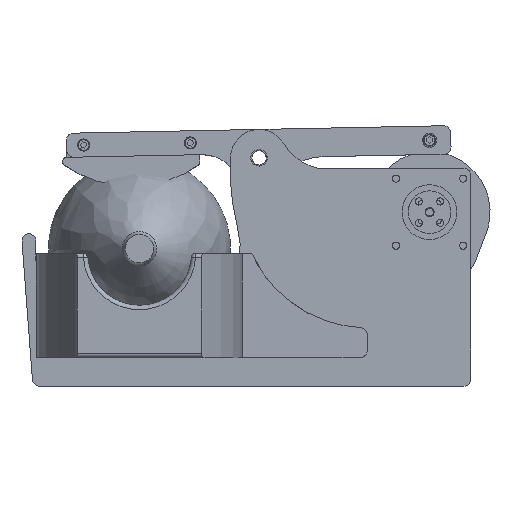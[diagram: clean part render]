
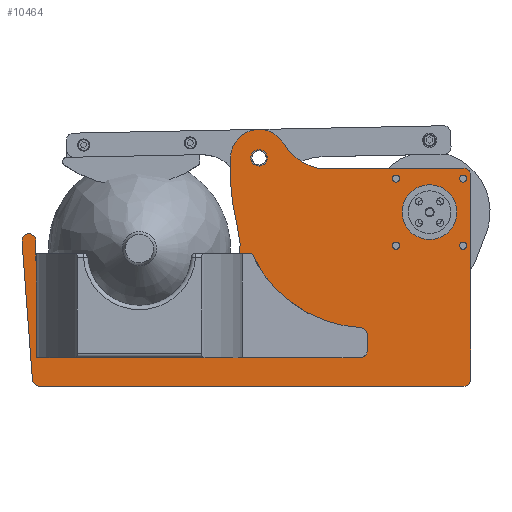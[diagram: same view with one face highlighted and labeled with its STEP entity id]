
A CAD part, top view. The second image highlights one B-rep face of the part: STEP entity #10464.
In plain terms, the highlighted face is planar.
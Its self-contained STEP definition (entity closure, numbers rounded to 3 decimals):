
#1263=LINE('',#19282,#1806);
#1271=LINE('',#19305,#1814);
#1275=LINE('',#19317,#1818);
#1288=LINE('',#19410,#1831);
#1806=VECTOR('',#15041,10.);
#1814=VECTOR('',#15063,10.);
#1818=VECTOR('',#15075,1000.);
#1831=VECTOR('',#15180,10.);
#2196=FACE_BOUND('',#3395,.T.);
#2197=FACE_BOUND('',#3396,.T.);
#2198=FACE_BOUND('',#3397,.T.);
#2199=FACE_BOUND('',#3398,.T.);
#2200=FACE_BOUND('',#3399,.T.);
#2201=FACE_BOUND('',#3400,.T.);
#2739=FACE_OUTER_BOUND('',#3394,.T.);
#3394=EDGE_LOOP('',(#9257,#9258,#9259,#9260,#9261,#9262,#9263,#9264,#9265,
#9266,#9267,#9268));
#3395=EDGE_LOOP('',(#9269,#9270));
#3396=EDGE_LOOP('',(#9271,#9272));
#3397=EDGE_LOOP('',(#9273,#9274));
#3398=EDGE_LOOP('',(#9275,#9276));
#3399=EDGE_LOOP('',(#9277,#9278));
#3400=EDGE_LOOP('',(#9279,#9280));
#4202=CIRCLE('',#11936,5.);
#4204=CIRCLE('',#11939,5.);
#4207=CIRCLE('',#11944,5.);
#4209=CIRCLE('',#11948,37.);
#4211=CIRCLE('',#11951,20.);
#4213=CIRCLE('',#11954,155.);
#4215=CIRCLE('',#11957,72.);
#4217=CIRCLE('',#11960,4.876);
#4218=CIRCLE('',#11962,2.5);
#4219=CIRCLE('',#11963,2.5);
#4222=CIRCLE('',#11967,2.5);
#4223=CIRCLE('',#11968,2.5);
#4226=CIRCLE('',#11972,2.5);
#4227=CIRCLE('',#11973,2.5);
#4230=CIRCLE('',#11977,5.75);
#4231=CIRCLE('',#11978,5.75);
#4234=CIRCLE('',#11982,2.5);
#4235=CIRCLE('',#11983,2.5);
#4238=CIRCLE('',#11987,19.25);
#4239=CIRCLE('',#11988,19.25);
#5094=VERTEX_POINT('',#19280);
#5095=VERTEX_POINT('',#19281);
#5098=VERTEX_POINT('',#19289);
#5100=VERTEX_POINT('',#19295);
#5103=VERTEX_POINT('',#19303);
#5105=VERTEX_POINT('',#19309);
#5107=VERTEX_POINT('',#19315);
#5109=VERTEX_POINT('',#19321);
#5111=VERTEX_POINT('',#19327);
#5113=VERTEX_POINT('',#19333);
#5115=VERTEX_POINT('',#19339);
#5117=VERTEX_POINT('',#19345);
#5118=VERTEX_POINT('',#19349);
#5119=VERTEX_POINT('',#19350);
#5122=VERTEX_POINT('',#19359);
#5123=VERTEX_POINT('',#19360);
#5126=VERTEX_POINT('',#19369);
#5127=VERTEX_POINT('',#19370);
#5130=VERTEX_POINT('',#19379);
#5131=VERTEX_POINT('',#19380);
#5134=VERTEX_POINT('',#19389);
#5135=VERTEX_POINT('',#19390);
#5138=VERTEX_POINT('',#19399);
#5139=VERTEX_POINT('',#19400);
#6486=EDGE_CURVE('',#5094,#5095,#1263,.T.);
#6490=EDGE_CURVE('',#5094,#5098,#4202,.T.);
#6493=EDGE_CURVE('',#5100,#5095,#4204,.T.);
#6498=EDGE_CURVE('',#5103,#5098,#1271,.T.);
#6501=EDGE_CURVE('',#5103,#5105,#4207,.T.);
#6504=EDGE_CURVE('',#5105,#5107,#1275,.T.);
#6507=EDGE_CURVE('',#5107,#5109,#4209,.T.);
#6510=EDGE_CURVE('',#5109,#5111,#4211,.T.);
#6513=EDGE_CURVE('',#5111,#5113,#4213,.T.);
#6516=EDGE_CURVE('',#5113,#5115,#4215,.T.);
#6519=EDGE_CURVE('',#5115,#5117,#4217,.T.);
#6520=EDGE_CURVE('',#5118,#5119,#4218,.T.);
#6521=EDGE_CURVE('',#5119,#5118,#4219,.T.);
#6525=EDGE_CURVE('',#5122,#5123,#4222,.T.);
#6526=EDGE_CURVE('',#5123,#5122,#4223,.T.);
#6530=EDGE_CURVE('',#5126,#5127,#4226,.T.);
#6531=EDGE_CURVE('',#5127,#5126,#4227,.T.);
#6535=EDGE_CURVE('',#5130,#5131,#4230,.T.);
#6536=EDGE_CURVE('',#5131,#5130,#4231,.T.);
#6540=EDGE_CURVE('',#5134,#5135,#4234,.T.);
#6541=EDGE_CURVE('',#5135,#5134,#4235,.T.);
#6545=EDGE_CURVE('',#5138,#5139,#4238,.T.);
#6546=EDGE_CURVE('',#5139,#5138,#4239,.T.);
#6551=EDGE_CURVE('',#5117,#5100,#1288,.T.);
#9257=ORIENTED_EDGE('',*,*,#6498,.F.);
#9258=ORIENTED_EDGE('',*,*,#6501,.T.);
#9259=ORIENTED_EDGE('',*,*,#6504,.T.);
#9260=ORIENTED_EDGE('',*,*,#6507,.T.);
#9261=ORIENTED_EDGE('',*,*,#6510,.T.);
#9262=ORIENTED_EDGE('',*,*,#6513,.T.);
#9263=ORIENTED_EDGE('',*,*,#6516,.T.);
#9264=ORIENTED_EDGE('',*,*,#6519,.T.);
#9265=ORIENTED_EDGE('',*,*,#6551,.T.);
#9266=ORIENTED_EDGE('',*,*,#6493,.T.);
#9267=ORIENTED_EDGE('',*,*,#6486,.F.);
#9268=ORIENTED_EDGE('',*,*,#6490,.T.);
#9269=ORIENTED_EDGE('',*,*,#6545,.T.);
#9270=ORIENTED_EDGE('',*,*,#6546,.T.);
#9271=ORIENTED_EDGE('',*,*,#6540,.T.);
#9272=ORIENTED_EDGE('',*,*,#6541,.T.);
#9273=ORIENTED_EDGE('',*,*,#6535,.T.);
#9274=ORIENTED_EDGE('',*,*,#6536,.T.);
#9275=ORIENTED_EDGE('',*,*,#6530,.T.);
#9276=ORIENTED_EDGE('',*,*,#6531,.T.);
#9277=ORIENTED_EDGE('',*,*,#6525,.T.);
#9278=ORIENTED_EDGE('',*,*,#6526,.T.);
#9279=ORIENTED_EDGE('',*,*,#6520,.T.);
#9280=ORIENTED_EDGE('',*,*,#6521,.T.);
#9926=PLANE('',#11992);
#10464=ADVANCED_FACE('',(#2739,#2196,#2197,#2198,#2199,#2200,#2201),#9926,
 .T.);
#11936=AXIS2_PLACEMENT_3D('',#19290,#15047,#15048);
#11939=AXIS2_PLACEMENT_3D('',#19296,#15054,#15055);
#11944=AXIS2_PLACEMENT_3D('',#19311,#15069,#15070);
#11948=AXIS2_PLACEMENT_3D('',#19323,#15081,#15082);
#11951=AXIS2_PLACEMENT_3D('',#19329,#15088,#15089);
#11954=AXIS2_PLACEMENT_3D('',#19335,#15095,#15096);
#11957=AXIS2_PLACEMENT_3D('',#19341,#15102,#15103);
#11960=AXIS2_PLACEMENT_3D('',#19347,#15109,#15110);
#11962=AXIS2_PLACEMENT_3D('',#19351,#15113,#15114);
#11963=AXIS2_PLACEMENT_3D('',#19352,#15115,#15116);
#11967=AXIS2_PLACEMENT_3D('',#19361,#15124,#15125);
#11968=AXIS2_PLACEMENT_3D('',#19362,#15126,#15127);
#11972=AXIS2_PLACEMENT_3D('',#19371,#15135,#15136);
#11973=AXIS2_PLACEMENT_3D('',#19372,#15137,#15138);
#11977=AXIS2_PLACEMENT_3D('',#19381,#15146,#15147);
#11978=AXIS2_PLACEMENT_3D('',#19382,#15148,#15149);
#11982=AXIS2_PLACEMENT_3D('',#19391,#15157,#15158);
#11983=AXIS2_PLACEMENT_3D('',#19392,#15159,#15160);
#11987=AXIS2_PLACEMENT_3D('',#19401,#15168,#15169);
#11988=AXIS2_PLACEMENT_3D('',#19402,#15170,#15171);
#11992=AXIS2_PLACEMENT_3D('',#19411,#15181,#15182);
#15041=DIRECTION('',(-1.,0.,0.));
#15047=DIRECTION('center_axis',(0.,1.,0.));
#15048=DIRECTION('ref_axis',(0.,0.,1.));
#15054=DIRECTION('center_axis',(0.,1.,0.));
#15055=DIRECTION('ref_axis',(-0.997,0.,0.075));
#15063=DIRECTION('',(0.,0.,1.));
#15069=DIRECTION('center_axis',(0.,1.,0.));
#15070=DIRECTION('ref_axis',(1.,0.,0.));
#15075=DIRECTION('',(-1.,0.,0.));
#15081=DIRECTION('center_axis',(0.,-1.,0.));
#15082=DIRECTION('ref_axis',(1.,0.,0.));
#15088=DIRECTION('center_axis',(0.,1.,0.));
#15089=DIRECTION('ref_axis',(1.,0.,0.));
#15095=DIRECTION('center_axis',(0.,1.,0.));
#15096=DIRECTION('ref_axis',(1.,0.,0.));
#15102=DIRECTION('center_axis',(0.,-1.,0.));
#15103=DIRECTION('ref_axis',(0.,0.,-1.));
#15109=DIRECTION('center_axis',(0.,1.,0.));
#15110=DIRECTION('ref_axis',(0.,0.,1.));
#15113=DIRECTION('center_axis',(0.,-1.,0.));
#15114=DIRECTION('ref_axis',(1.,0.,0.));
#15115=DIRECTION('center_axis',(0.,-1.,0.));
#15116=DIRECTION('ref_axis',(1.,0.,0.));
#15124=DIRECTION('center_axis',(0.,-1.,0.));
#15125=DIRECTION('ref_axis',(1.,0.,0.));
#15126=DIRECTION('center_axis',(0.,-1.,0.));
#15127=DIRECTION('ref_axis',(1.,0.,0.));
#15135=DIRECTION('center_axis',(0.,-1.,0.));
#15136=DIRECTION('ref_axis',(1.,0.,0.));
#15137=DIRECTION('center_axis',(0.,-1.,0.));
#15138=DIRECTION('ref_axis',(1.,0.,0.));
#15146=DIRECTION('center_axis',(0.,-1.,0.));
#15147=DIRECTION('ref_axis',(1.,0.,0.));
#15148=DIRECTION('center_axis',(0.,-1.,0.));
#15149=DIRECTION('ref_axis',(1.,0.,0.));
#15157=DIRECTION('center_axis',(0.,-1.,0.));
#15158=DIRECTION('ref_axis',(1.,0.,0.));
#15159=DIRECTION('center_axis',(0.,-1.,0.));
#15160=DIRECTION('ref_axis',(1.,0.,0.));
#15168=DIRECTION('center_axis',(0.,-1.,0.));
#15169=DIRECTION('ref_axis',(1.,0.,0.));
#15170=DIRECTION('center_axis',(0.,-1.,0.));
#15171=DIRECTION('ref_axis',(1.,0.,0.));
#15180=DIRECTION('',(0.075,0.,0.997));
#15181=DIRECTION('center_axis',(0.,1.,0.));
#15182=DIRECTION('ref_axis',(0.,0.,1.));
#19280=CARTESIAN_POINT('',(229.032,3.,95.));
#19281=CARTESIAN_POINT('',(-69.104,3.,95.));
#19282=CARTESIAN_POINT('',(229.032,3.,95.));
#19289=CARTESIAN_POINT('',(234.032,3.,90.));
#19290=CARTESIAN_POINT('Origin',(229.032,3.,90.));
#19295=CARTESIAN_POINT('',(-74.09,3.,90.375));
#19296=CARTESIAN_POINT('Origin',(-69.104,3.,90.));
#19303=CARTESIAN_POINT('',(234.032,3.,-53.));
#19305=CARTESIAN_POINT('',(234.032,3.,70.));
#19309=CARTESIAN_POINT('',(229.032,3.,-58.));
#19311=CARTESIAN_POINT('Origin',(229.032,3.,-53.));
#19315=CARTESIAN_POINT('',(127.032,3.,-58.));
#19317=CARTESIAN_POINT('',(229.032,3.,-58.));
#19321=CARTESIAN_POINT('',(102.387,3.,-75.533));
#19323=CARTESIAN_POINT('Origin',(134.285,3.,-94.282));
#19327=CARTESIAN_POINT('',(65.188,3.,-66.715));
#19329=CARTESIAN_POINT('Origin',(85.145,3.,-65.399));
#19333=CARTESIAN_POINT('',(69.733,3.,-17.926));
#19335=CARTESIAN_POINT('Origin',(219.852,3.,-56.516));
#19339=CARTESIAN_POINT('',(-71.679,3.,-6.788));
#19341=CARTESIAN_POINT('Origin',(0.,3.,0.));
#19345=CARTESIAN_POINT('',(-81.395,3.,-6.883));
#19347=CARTESIAN_POINT('Origin',(-76.533,3.,-7.248));
#19349=CARTESIAN_POINT('',(183.892,3.,-50.858));
#19350=CARTESIAN_POINT('',(181.392,3.,-48.358));
#19351=CARTESIAN_POINT('Origin',(181.392,3.,-50.858));
#19352=CARTESIAN_POINT('Origin',(181.392,3.,-50.858));
#19359=CARTESIAN_POINT('',(183.892,3.,-3.718));
#19360=CARTESIAN_POINT('',(181.392,3.,-1.218));
#19361=CARTESIAN_POINT('Origin',(181.392,3.,-3.718));
#19362=CARTESIAN_POINT('Origin',(181.392,3.,-3.718));
#19369=CARTESIAN_POINT('',(231.032,3.,-3.718));
#19370=CARTESIAN_POINT('',(228.532,3.,-1.218));
#19371=CARTESIAN_POINT('Origin',(228.532,3.,-3.718));
#19372=CARTESIAN_POINT('Origin',(228.532,3.,-3.718));
#19379=CARTESIAN_POINT('',(90.895,3.,-65.399));
#19380=CARTESIAN_POINT('',(85.145,3.,-59.649));
#19381=CARTESIAN_POINT('Origin',(85.145,3.,-65.399));
#19382=CARTESIAN_POINT('Origin',(85.145,3.,-65.399));
#19389=CARTESIAN_POINT('',(231.032,3.,-50.858));
#19390=CARTESIAN_POINT('',(228.532,3.,-48.358));
#19391=CARTESIAN_POINT('Origin',(228.532,3.,-50.858));
#19392=CARTESIAN_POINT('Origin',(228.532,3.,-50.858));
#19399=CARTESIAN_POINT('',(224.212,3.,-27.288));
#19400=CARTESIAN_POINT('',(204.962,3.,-8.038));
#19401=CARTESIAN_POINT('Origin',(204.962,3.,-27.288));
#19402=CARTESIAN_POINT('Origin',(204.962,3.,-27.288));
#19410=CARTESIAN_POINT('',(-75.94,3.,65.749));
#19411=CARTESIAN_POINT('Origin',(-65.968,3.,65.));
